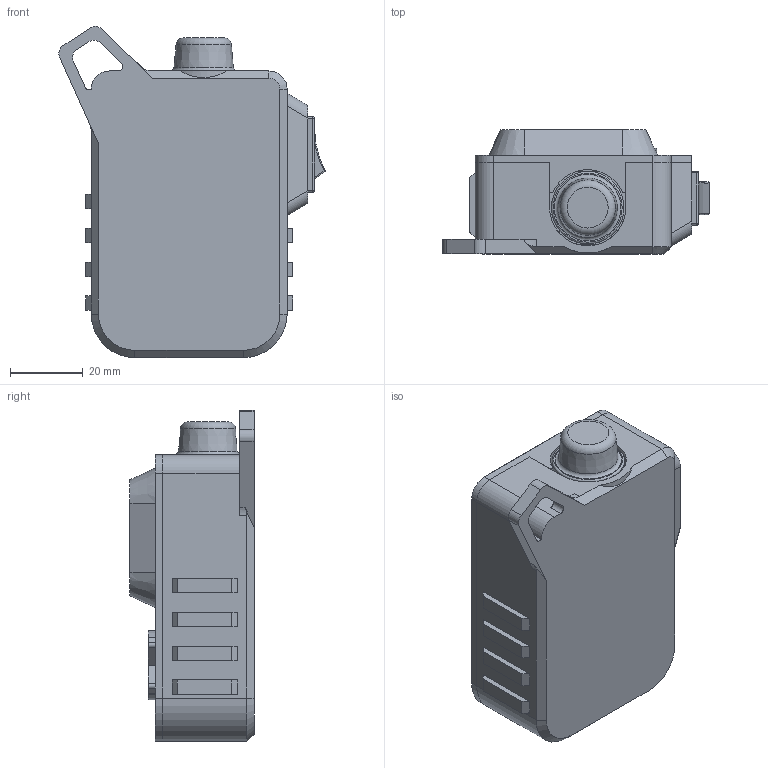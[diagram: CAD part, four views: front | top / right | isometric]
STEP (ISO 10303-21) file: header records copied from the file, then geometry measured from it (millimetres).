
FILE_DESCRIPTION(/* description */ ('','CAx-IF Rec.Pracs.---Representation and Presentation of Product Manufacturing Information (PMI)---4.0---2014-10-13'),/* implementation_level */ '2;1');
FILE_NAME(/* name */ 'AIR QUALITY SENSOR v6.step',/* time_stamp */ '2024-12-27T18:09:17+05:30',/* author */ (''),/* organization */ (''),/* preprocessor_version */ 'ST-DEVELOPER v20',/* originating_system */ 'Autodesk Translation Framework v13.20.0.188',/* authorisation */ '');
FILE_SCHEMA (('AP242_MANAGED_MODEL_BASED_3D_ENGINEERING_MIM_LF { 1 0 10303 442 1 1 4 }'));
Products named in the file (31): AIR QUALITY SENSOR; sENSOR; SCREEN; flat_cable; smd_capacitor (7); SOT-23_XC6206 v3; 472_smd_resistor (1); smd_capacitor (6); smd_capacitor (5); smd_capacitor (4); smd_capacitor (3); board; screen_1; pin_header; soldering; smd_capacitor; smd_capacitor (1); 914_smd_resistor; 472_smd_resistor; 472_smd_resistor_1; 472_smd_resistor_2; t4_smd_diode; smd_capacitor (2); SW; FILLET4; FIREBEETLE; BASE; TOP; CELL; X; O
Assembly tree (30 placements, depth 3):
  AIR QUALITY SENSOR
    sENSOR
    SCREEN
      flat_cable
      smd_capacitor (7)
      SOT-23_XC6206 v3
      472_smd_resistor (1)
      smd_capacitor (6)
      smd_capacitor (5)
      smd_capacitor (4)
      smd_capacitor (3)
      board
      screen_1
      pin_header
      soldering
      smd_capacitor
      smd_capacitor (1)
      914_smd_resistor
      472_smd_resistor
      472_smd_resistor_1
      472_smd_resistor_2
      t4_smd_diode
      smd_capacitor (2)
    SW
      FILLET4
    FIREBEETLE
    BASE
    TOP
    CELL
    X
    O
Bounding box: 73.39 x 34.2 x 91.28 mm (x, y, z)
Volume: 54784.4 mm3; surface area: 56227.9 mm2
Topology: 91 solids, 91 shells, 1823 faces, 4651 edges, 3075 vertices
Faces by surface type: plane 1185, bspline 425, cylinder 177, cone 24, torus 6, sphere 6
Full cylindrical faces by diameter (mm): 1 x10, 1.2 x8, 1.5 x2, 1.8 x8, 2 x6, 3 x18, 12 x1, 15.2 x1, 19 x1, 20 x1
Entity records: 61698 total; most frequent: CARTESIAN_POINT 18802, ORIENTED_EDGE 9294, DIRECTION 7140, EDGE_CURVE 4647, LINE 3370, VECTOR 3370, VERTEX_POINT 3075, EDGE_LOOP 1978
